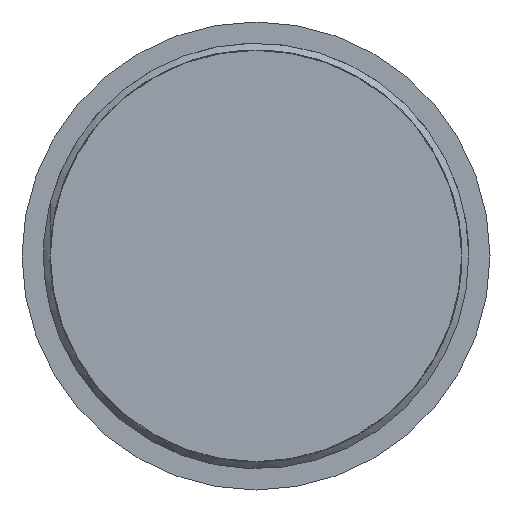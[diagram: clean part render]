
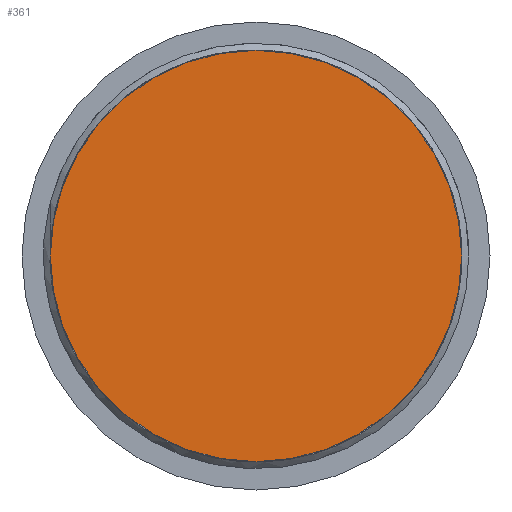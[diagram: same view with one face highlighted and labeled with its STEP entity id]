
A CAD part, front view. The second image highlights one B-rep face of the part: STEP entity #361.
In plain terms, the highlighted planar face has unit normal (0, -1, 0).
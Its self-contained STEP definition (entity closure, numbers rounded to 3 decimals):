
#34=PLANE('',#410);
#55=FACE_OUTER_BOUND('',#81,.T.);
#81=EDGE_LOOP('',(#329));
#82=CIRCLE('',#386,14.5);
#150=VERTEX_POINT('',#488);
#182=EDGE_CURVE('',#150,#150,#82,.T.);
#329=ORIENTED_EDGE('',*,*,#182,.T.);
#361=ADVANCED_FACE('',(#55),#34,.F.);
#386=AXIS2_PLACEMENT_3D('',#529,#417,#418);
#410=AXIS2_PLACEMENT_3D('',#1371,#479,#480);
#417=DIRECTION('center_axis',(0.,-1.,0.));
#418=DIRECTION('ref_axis',(1.,0.,0.));
#479=DIRECTION('center_axis',(0.,1.,0.));
#480=DIRECTION('ref_axis',(0.,0.,1.));
#488=CARTESIAN_POINT('',(-14.5,0.,0.));
#529=CARTESIAN_POINT('Origin',(0.,0.,0.));
#1371=CARTESIAN_POINT('Origin',(0.,0.,0.));
